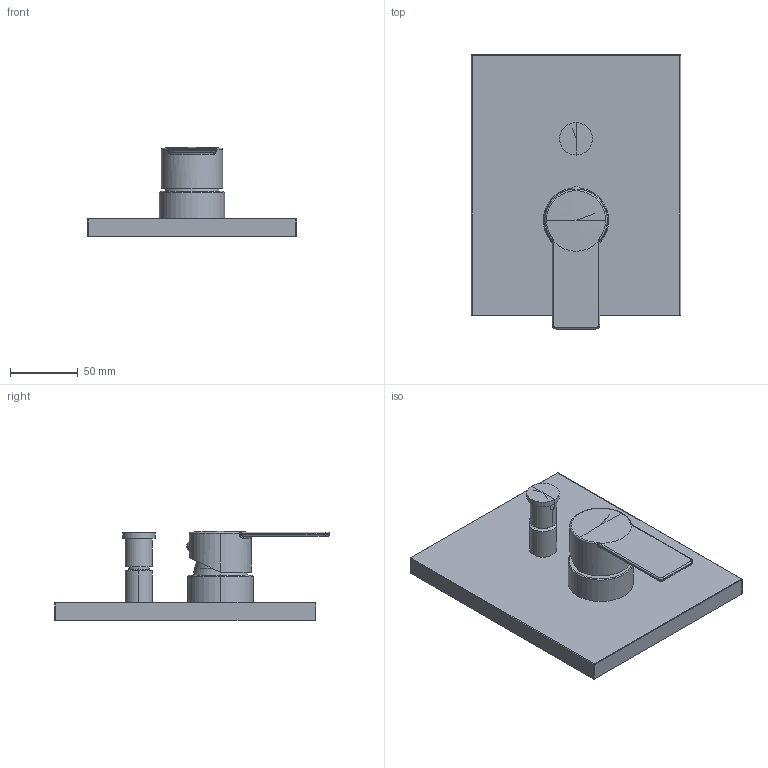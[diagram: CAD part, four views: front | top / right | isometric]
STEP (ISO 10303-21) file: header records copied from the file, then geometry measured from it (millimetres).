
FILE_DESCRIPTION((''),'2;1');
FILE_NAME('TABOX015CR','2021-01-18T10:10:59',('ut3'),('PAFFONI SpA'),'CREO PARAMETRIC BY PTC INC, 2020044','CREO PARAMETRIC BY PTC INC, 2020044','');
FILE_SCHEMA(('CONFIG_CONTROL_DESIGN','SHAPE_APPEARANCE_LAYERS_GROUPS'));
Length unit declared in the file: millimetre
Products named in the file (1): TABOX015CR
Bounding box: 154 x 201.75 x 65.6 mm (x, y, z)
Volume: 451888.8 mm3; surface area: 95983.8 mm2
Topology: 2 solids, 2 shells, 178 faces, 428 edges, 255 vertices
Faces by surface type: cylinder 63, plane 52, cone 31, bspline 15, torus 11, sphere 6
Entity records: 7673 total; most frequent: CARTESIAN_POINT 2315, DIRECTION 851, ORIENTED_EDGE 844, EDGE_CURVE 422, AXIS2_PLACEMENT_3D 335, VERTEX_POINT 255, EDGE_LOOP 195, VECTOR 181
